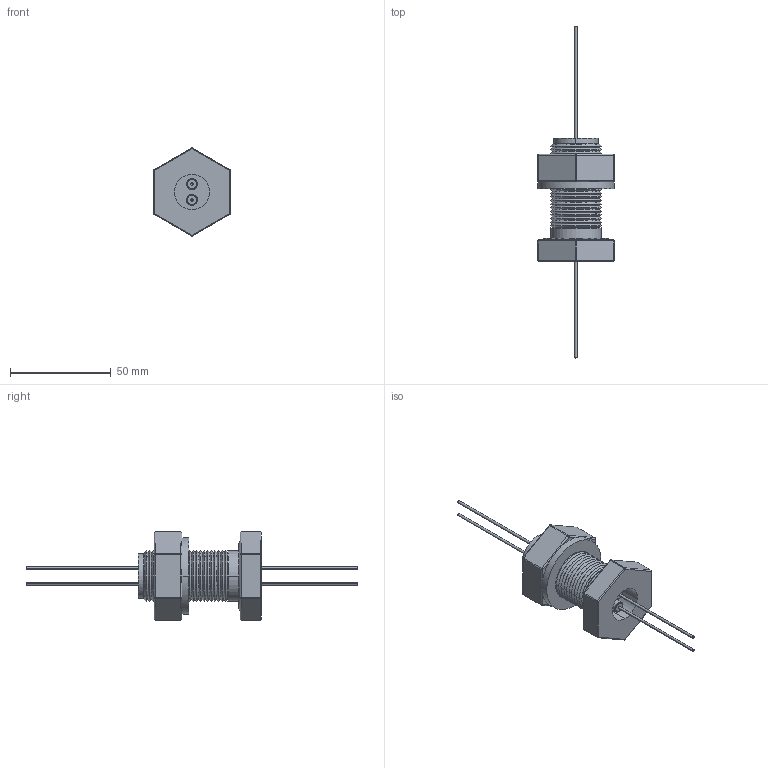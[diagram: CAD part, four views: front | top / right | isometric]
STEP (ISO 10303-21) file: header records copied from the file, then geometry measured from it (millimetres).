
FILE_DESCRIPTION (( 'STEP AP203' ), '1' );
FILE_NAME ('A0505-1-BP.STEP', '2013-05-14T11:15:34', ( '' ), ( '' ), 'SwSTEP 2.0', 'SolidWorks 2012', '' );
FILE_SCHEMA (( 'CONFIG_CONTROL_DESIGN' ));
Length unit declared in the file: inch
Products named in the file (1): A0505-1-BP
Bounding box: 38.1 x 165.1 x 43.84 mm (x, y, z)
Volume: 36385.6 mm3; surface area: 20608.9 mm2
Topology: 1 solids, 13 shells, 325 faces, 678 edges, 374 vertices
Faces by surface type: cone 148, cylinder 90, plane 53, sphere 24, torus 10
Entity records: 8515 total; most frequent: DIRECTION 1690, CARTESIAN_POINT 1354, ORIENTED_EDGE 1324, AXIS2_PLACEMENT_3D 702, EDGE_CURVE 662, CIRCLE 376, VERTEX_POINT 366, EDGE_LOOP 356
